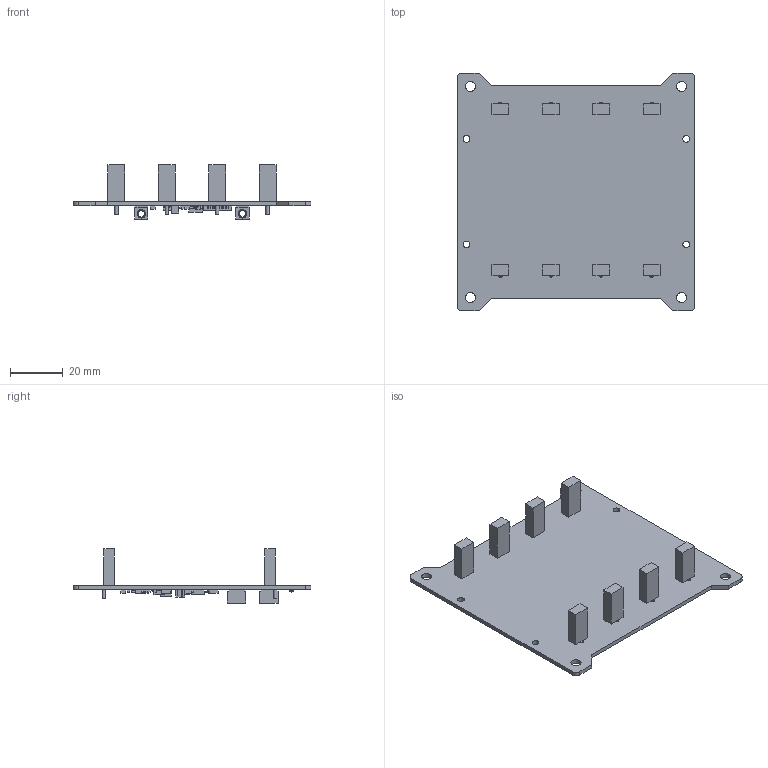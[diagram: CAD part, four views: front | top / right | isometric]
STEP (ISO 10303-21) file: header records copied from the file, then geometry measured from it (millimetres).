
FILE_DESCRIPTION(('Open CASCADE Model'),'2;1');
FILE_NAME('Open CASCADE Shape Model','2022-10-08T12:26:18',('Author'),( 'Open CASCADE'),'Open CASCADE STEP processor 6.8','Open CASCADE 6.8' ,'Unknown');
FILE_SCHEMA(('AUTOMOTIVE_DESIGN { 1 0 10303 214 1 1 1 1 }'));
Length unit declared in the file: millimetre
Products named in the file (1): PCB
Bounding box: 89.92 x 89.92 x 20.5 mm (x, y, z)
Volume: 14408.5 mm3; surface area: 20374.9 mm2
Topology: 32 solids, 553 shells, 739 faces, 2833 edges, 2664 vertices
Faces by surface type: plane 626, cylinder 101, cone 8, torus 2, sphere 2
Full cylindrical faces by diameter (mm): 0.157 x1, 0.201 x1, 0.533 x1, 1.23 x8, 1.43 x8, 2.459 x4, 2.54 x4, 3.81 x4
Entity records: 34321 total; most frequent: CARTESIAN_POINT 6340, DIRECTION 4686, ORIENTED_EDGE 3318, EDGE_CURVE 2873, VERTEX_POINT 2664, LINE 2478, VECTOR 2478, AXIS2_PLACEMENT_3D 1104
